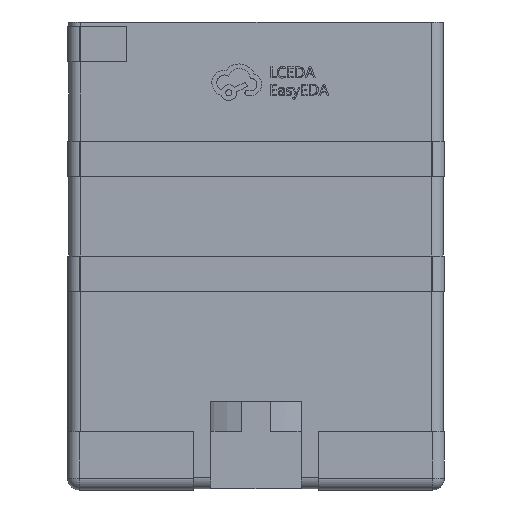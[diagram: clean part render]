
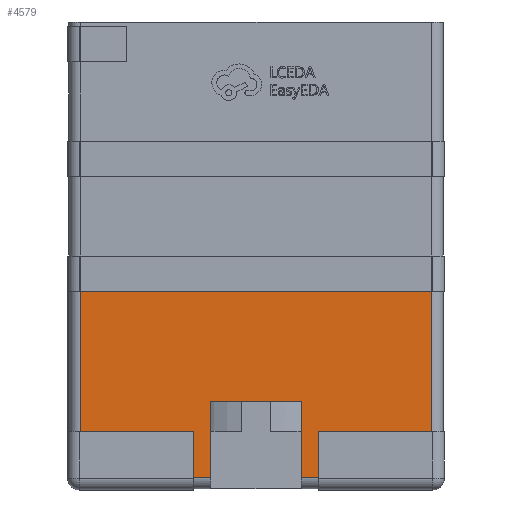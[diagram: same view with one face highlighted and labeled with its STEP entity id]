
A CAD part, left-side view. The second image highlights one B-rep face of the part: STEP entity #4579.
In plain terms, the highlighted planar face has unit normal (-1, 0, 0).
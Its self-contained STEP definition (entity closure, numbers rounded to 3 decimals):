
#259 = ORIENTED_EDGE ( 'NONE', *, *, #3159, .F. ) ;
#449 = EDGE_CURVE ( 'NONE', #21058, #6749, #2797, .T. ) ;
#459 = CARTESIAN_POINT ( 'NONE',  ( -1.6, -0.385, 0.76 ) ) ;
#820 = CARTESIAN_POINT ( 'NONE',  ( -1.6, 0.385, 0.11 ) ) ;
#1126 = LINE ( 'NONE', #6155, #15072 ) ;
#1165 = EDGE_CURVE ( 'NONE', #12676, #12586, #15800, .T. ) ;
#1325 = CARTESIAN_POINT ( 'NONE',  ( -1.6, 0.385, 0.76 ) ) ;
#1512 = VECTOR ( 'NONE', #16667, 1000. ) ;
#1568 = LINE ( 'NONE', #8314, #1512 ) ;
#1598 = VECTOR ( 'NONE', #7769, 1000. ) ;
#1633 = EDGE_CURVE ( 'NONE', #12586, #8776, #12138, .T. ) ;
#2196 = VERTEX_POINT ( 'NONE', #12602 ) ;
#2369 = VECTOR ( 'NONE', #7127, 1000. ) ;
#2497 = ORIENTED_EDGE ( 'NONE', *, *, #4850, .T. ) ;
#2706 = EDGE_CURVE ( 'NONE', #15349, #2196, #2832, .T. ) ;
#2797 = LINE ( 'NONE', #5880, #11034 ) ;
#2832 = LINE ( 'NONE', #6251, #1598 ) ;
#3058 = ORIENTED_EDGE ( 'NONE', *, *, #449, .F. ) ;
#3159 = EDGE_CURVE ( 'NONE', #4156, #21058, #11955, .T. ) ;
#3534 = ORIENTED_EDGE ( 'NONE', *, *, #19652, .F. ) ;
#4064 = FACE_OUTER_BOUND ( 'NONE', #11452, .T. ) ;
#4156 = VERTEX_POINT ( 'NONE', #12264 ) ;
#4313 = DIRECTION ( 'NONE',  ( 0., 1., 0. ) ) ;
#4530 = VERTEX_POINT ( 'NONE', #820 ) ;
#4579 = ADVANCED_FACE ( 'NONE', ( #4064 ), #7158, .F. ) ;
#4627 = LINE ( 'NONE', #11189, #18303 ) ;
#4850 = EDGE_CURVE ( 'NONE', #16183, #15349, #17021, .T. ) ;
#5137 = ORIENTED_EDGE ( 'NONE', *, *, #5818, .T. ) ;
#5354 = DIRECTION ( 'NONE',  ( 0., 0., -1. ) ) ;
#5553 = CARTESIAN_POINT ( 'NONE',  ( -1.6, 1.5, 1.7 ) ) ;
#5596 = CARTESIAN_POINT ( 'NONE',  ( -1.6, 0.535, 0.5 ) ) ;
#5818 = EDGE_CURVE ( 'NONE', #13732, #6749, #1126, .T. ) ;
#5880 = CARTESIAN_POINT ( 'NONE',  ( -1.6, 1.6, 0.5 ) ) ;
#5887 = AXIS2_PLACEMENT_3D ( 'NONE', #19212, #17362, #7474 ) ;
#5993 = EDGE_CURVE ( 'NONE', #12676, #2196, #8636, .T. ) ;
#6012 = EDGE_CURVE ( 'NONE', #4156, #4530, #1568, .T. ) ;
#6155 = CARTESIAN_POINT ( 'NONE',  ( -1.6, 1.5, 4. ) ) ;
#6251 = CARTESIAN_POINT ( 'NONE',  ( -1.6, 1.6, 0.11 ) ) ;
#6744 = LINE ( 'NONE', #13372, #15283 ) ;
#6749 = VERTEX_POINT ( 'NONE', #12528 ) ;
#6881 = ORIENTED_EDGE ( 'NONE', *, *, #1165, .T. ) ;
#6941 = ORIENTED_EDGE ( 'NONE', *, *, #6012, .T. ) ;
#7127 = DIRECTION ( 'NONE',  ( 0., 0., -1. ) ) ;
#7158 = PLANE ( 'NONE',  #5887 ) ;
#7474 = DIRECTION ( 'NONE',  ( 0., 1., 0. ) ) ;
#7769 = DIRECTION ( 'NONE',  ( 0., -1., 0. ) ) ;
#7949 = CARTESIAN_POINT ( 'NONE',  ( -1.6, -1.5, 1.7 ) ) ;
#8170 = CARTESIAN_POINT ( 'NONE',  ( -1.6, -1.5, 0.5 ) ) ;
#8314 = CARTESIAN_POINT ( 'NONE',  ( -1.6, 1.6, 0.11 ) ) ;
#8411 = ORIENTED_EDGE ( 'NONE', *, *, #16106, .F. ) ;
#8636 = LINE ( 'NONE', #18311, #14710 ) ;
#8735 = EDGE_CURVE ( 'NONE', #14889, #4530, #19896, .T. ) ;
#8776 = VERTEX_POINT ( 'NONE', #7949 ) ;
#8787 = ORIENTED_EDGE ( 'NONE', *, *, #2706, .T. ) ;
#8811 = CARTESIAN_POINT ( 'NONE',  ( -1.6, 0.535, 4. ) ) ;
#9688 = DIRECTION ( 'NONE',  ( 0., 0., -1. ) ) ;
#9736 = VECTOR ( 'NONE', #20837, 1000. ) ;
#10445 = DIRECTION ( 'NONE',  ( 0., 0., 1. ) ) ;
#11034 = VECTOR ( 'NONE', #4313, 1000. ) ;
#11189 = CARTESIAN_POINT ( 'NONE',  ( -1.6, 0.385, 0.76 ) ) ;
#11452 = EDGE_LOOP ( 'NONE', ( #13972, #3534, #5137, #3058, #259, #6941, #20919, #8411, #2497, #8787, #15893, #6881 ) ) ;
#11705 = VECTOR ( 'NONE', #10445, 1000. ) ;
#11955 = LINE ( 'NONE', #8811, #11705 ) ;
#12138 = LINE ( 'NONE', #12562, #9736 ) ;
#12264 = CARTESIAN_POINT ( 'NONE',  ( -1.6, 0.535, 0.11 ) ) ;
#12528 = CARTESIAN_POINT ( 'NONE',  ( -1.6, 1.5, 0.5 ) ) ;
#12534 = CARTESIAN_POINT ( 'NONE',  ( -1.6, 1.6, 0.5 ) ) ;
#12562 = CARTESIAN_POINT ( 'NONE',  ( -1.6, -1.5, 4. ) ) ;
#12586 = VERTEX_POINT ( 'NONE', #8170 ) ;
#12595 = VECTOR ( 'NONE', #9688, 1000. ) ;
#12602 = CARTESIAN_POINT ( 'NONE',  ( -1.6, -0.535, 0.11 ) ) ;
#12676 = VERTEX_POINT ( 'NONE', #14486 ) ;
#13372 = CARTESIAN_POINT ( 'NONE',  ( -1.6, 1.505, 1.7 ) ) ;
#13732 = VERTEX_POINT ( 'NONE', #5553 ) ;
#13972 = ORIENTED_EDGE ( 'NONE', *, *, #1633, .T. ) ;
#14486 = CARTESIAN_POINT ( 'NONE',  ( -1.6, -0.535, 0.5 ) ) ;
#14710 = VECTOR ( 'NONE', #5354, 1000. ) ;
#14889 = VERTEX_POINT ( 'NONE', #15709 ) ;
#15072 = VECTOR ( 'NONE', #19416, 1000. ) ;
#15124 = VECTOR ( 'NONE', #15383, 1000. ) ;
#15283 = VECTOR ( 'NONE', #17841, 1000. ) ;
#15349 = VERTEX_POINT ( 'NONE', #15377 ) ;
#15377 = CARTESIAN_POINT ( 'NONE',  ( -1.6, -0.385, 0.11 ) ) ;
#15383 = DIRECTION ( 'NONE',  ( 0., -1., 0. ) ) ;
#15709 = CARTESIAN_POINT ( 'NONE',  ( -1.6, 0.385, 0.76 ) ) ;
#15800 = LINE ( 'NONE', #12534, #15124 ) ;
#15893 = ORIENTED_EDGE ( 'NONE', *, *, #5993, .F. ) ;
#16106 = EDGE_CURVE ( 'NONE', #16183, #14889, #4627, .T. ) ;
#16183 = VERTEX_POINT ( 'NONE', #18232 ) ;
#16667 = DIRECTION ( 'NONE',  ( 0., -1., 0. ) ) ;
#17021 = LINE ( 'NONE', #459, #2369 ) ;
#17362 = DIRECTION ( 'NONE',  ( 1., 0., 0. ) ) ;
#17810 = DIRECTION ( 'NONE',  ( 0., 1., 0. ) ) ;
#17841 = DIRECTION ( 'NONE',  ( 0., -1., 0. ) ) ;
#18232 = CARTESIAN_POINT ( 'NONE',  ( -1.6, -0.385, 0.76 ) ) ;
#18303 = VECTOR ( 'NONE', #17810, 1000. ) ;
#18311 = CARTESIAN_POINT ( 'NONE',  ( -1.6, -0.535, 4. ) ) ;
#19212 = CARTESIAN_POINT ( 'NONE',  ( -1.6, 1.6, 4. ) ) ;
#19416 = DIRECTION ( 'NONE',  ( 0., 0., -1. ) ) ;
#19652 = EDGE_CURVE ( 'NONE', #13732, #8776, #6744, .T. ) ;
#19896 = LINE ( 'NONE', #1325, #12595 ) ;
#20837 = DIRECTION ( 'NONE',  ( 0., 0., 1. ) ) ;
#20919 = ORIENTED_EDGE ( 'NONE', *, *, #8735, .F. ) ;
#21058 = VERTEX_POINT ( 'NONE', #5596 ) ;
